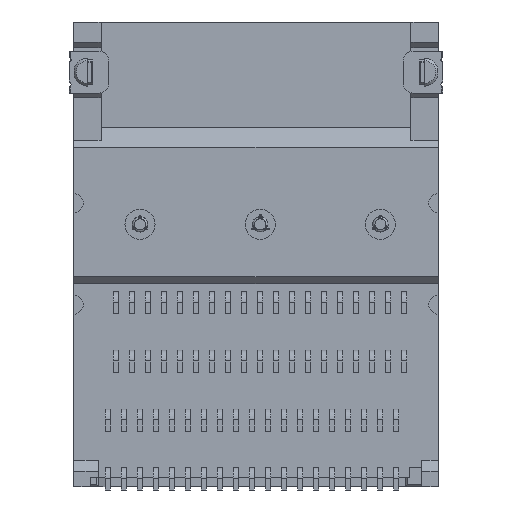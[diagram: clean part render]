
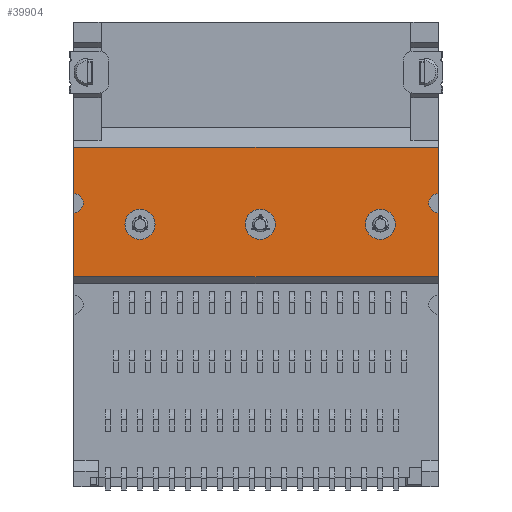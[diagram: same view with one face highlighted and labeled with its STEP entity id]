
A CAD part, front view. The second image highlights one B-rep face of the part: STEP entity #39904.
In plain terms, the highlighted planar face has unit normal (0, -1, 0).
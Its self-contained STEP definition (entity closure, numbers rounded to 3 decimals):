
#308=DIRECTION('',(0.,0.,-1.));
#309=VECTOR('',#308,3.205);
#310=CARTESIAN_POINT('',(9.1,0.2,-9.515));
#311=LINE('',#310,#309);
#324=DIRECTION('',(0.,0.,-1.));
#325=VECTOR('',#324,2.315);
#326=CARTESIAN_POINT('',(9.1,0.2,-6.25));
#327=LINE('',#326,#325);
#1276=DIRECTION('',(0.,0.,-1.));
#1277=VECTOR('',#1276,2.315);
#1278=CARTESIAN_POINT('',(-9.1,0.2,-6.25));
#1279=LINE('',#1278,#1277);
#1292=DIRECTION('',(0.,0.,-1.));
#1293=VECTOR('',#1292,3.205);
#1294=CARTESIAN_POINT('',(-9.1,0.2,-9.515));
#1295=LINE('',#1294,#1293);
#4622=DIRECTION('',(-1.,0.,0.));
#4623=VECTOR('',#4622,18.2);
#4624=CARTESIAN_POINT('',(9.1,0.2,-12.72));
#4625=LINE('',#4624,#4623);
#4626=DIRECTION('',(-1.,0.,0.));
#4627=VECTOR('',#4626,18.2);
#4628=CARTESIAN_POINT('',(9.1,0.2,-6.25));
#4629=LINE('',#4628,#4627);
#4630=CARTESIAN_POINT('',(-5.79,0.2,-10.1));
#4631=DIRECTION('',(0.,-1.,0.));
#4632=DIRECTION('',(0.,0.,1.));
#4633=AXIS2_PLACEMENT_3D('',#4630,#4631,#4632);
#4635=CARTESIAN_POINT('',(-5.79,0.2,-10.1));
#4636=DIRECTION('',(0.,-1.,0.));
#4637=DIRECTION('',(0.,0.,-1.));
#4638=AXIS2_PLACEMENT_3D('',#4635,#4636,#4637);
#4640=CARTESIAN_POINT('',(0.21,0.2,-10.1));
#4641=DIRECTION('',(0.,-1.,0.));
#4642=DIRECTION('',(0.,0.,1.));
#4643=AXIS2_PLACEMENT_3D('',#4640,#4641,#4642);
#4645=CARTESIAN_POINT('',(0.21,0.2,-10.1));
#4646=DIRECTION('',(0.,-1.,0.));
#4647=DIRECTION('',(0.,0.,-1.));
#4648=AXIS2_PLACEMENT_3D('',#4645,#4646,#4647);
#4650=CARTESIAN_POINT('',(6.21,0.2,-10.1));
#4651=DIRECTION('',(0.,-1.,0.));
#4652=DIRECTION('',(0.,0.,1.));
#4653=AXIS2_PLACEMENT_3D('',#4650,#4651,#4652);
#4655=CARTESIAN_POINT('',(6.21,0.2,-10.1));
#4656=DIRECTION('',(0.,-1.,0.));
#4657=DIRECTION('',(0.,0.,-1.));
#4658=AXIS2_PLACEMENT_3D('',#4655,#4656,#4657);
#4660=CARTESIAN_POINT('',(9.1,0.2,-9.04));
#4661=DIRECTION('',(0.,1.,0.));
#4662=DIRECTION('',(0.,0.,-1.));
#4663=AXIS2_PLACEMENT_3D('',#4660,#4661,#4662);
#4675=CARTESIAN_POINT('',(-9.1,0.2,-9.04));
#4676=DIRECTION('',(0.,1.,0.));
#4677=DIRECTION('',(0.,0.,1.));
#4678=AXIS2_PLACEMENT_3D('',#4675,#4676,#4677);
#27221=CARTESIAN_POINT('',(9.1,0.2,-6.25));
#27222=VERTEX_POINT('',#27221);
#27223=CARTESIAN_POINT('',(9.1,0.2,-12.72));
#27225=VERTEX_POINT('',#27223);
#27251=CARTESIAN_POINT('',(-9.1,0.2,-6.25));
#27252=VERTEX_POINT('',#27251);
#27253=CARTESIAN_POINT('',(-9.1,0.2,-12.72));
#27255=VERTEX_POINT('',#27253);
#27615=CARTESIAN_POINT('',(9.1,0.2,-9.515));
#27617=VERTEX_POINT('',#27615);
#27619=CARTESIAN_POINT('',(9.1,0.2,-8.565));
#27621=VERTEX_POINT('',#27619);
#27634=CARTESIAN_POINT('',(-9.1,0.2,-9.515));
#27635=VERTEX_POINT('',#27634);
#27636=CARTESIAN_POINT('',(-9.1,0.2,-8.565));
#27637=VERTEX_POINT('',#27636);
#28052=CARTESIAN_POINT('',(-5.79,0.2,-9.35));
#28053=CARTESIAN_POINT('',(-5.79,0.2,-10.85));
#28054=VERTEX_POINT('',#28052);
#28055=VERTEX_POINT('',#28053);
#28064=CARTESIAN_POINT('',(0.21,0.2,-9.35));
#28065=CARTESIAN_POINT('',(0.21,0.2,-10.85));
#28066=VERTEX_POINT('',#28064);
#28067=VERTEX_POINT('',#28065);
#28068=CARTESIAN_POINT('',(6.21,0.2,-9.35));
#28069=CARTESIAN_POINT('',(6.21,0.2,-10.85));
#28070=VERTEX_POINT('',#28068);
#28071=VERTEX_POINT('',#28069);
#39869=CARTESIAN_POINT('',(9.1,0.2,-6.25));
#39870=DIRECTION('',(0.,-1.,0.));
#39871=DIRECTION('',(0.,0.,-1.));
#39872=AXIS2_PLACEMENT_3D('',#39869,#39870,#39871);
#39873=PLANE('',#39872);
#39875=ORIENTED_EDGE('',*,*,#39874,.F.);
#39876=ORIENTED_EDGE('',*,*,#34381,.T.);
#39877=ORIENTED_EDGE('',*,*,#39864,.T.);
#39878=ORIENTED_EDGE('',*,*,#35622,.F.);
#39880=ORIENTED_EDGE('',*,*,#39879,.F.);
#39881=ORIENTED_EDGE('',*,*,#35614,.F.);
#39882=ORIENTED_EDGE('',*,*,#35761,.F.);
#39883=ORIENTED_EDGE('',*,*,#34389,.T.);
#39884=EDGE_LOOP('',(#39875,#39876,#39877,#39878,#39880,#39881,#39882,#39883));
#39885=FACE_OUTER_BOUND('',#39884,.F.);
#39887=ORIENTED_EDGE('',*,*,#39886,.T.);
#39889=ORIENTED_EDGE('',*,*,#39888,.T.);
#39890=EDGE_LOOP('',(#39887,#39889));
#39891=FACE_BOUND('',#39890,.F.);
#39893=ORIENTED_EDGE('',*,*,#39892,.T.);
#39895=ORIENTED_EDGE('',*,*,#39894,.T.);
#39896=EDGE_LOOP('',(#39893,#39895));
#39897=FACE_BOUND('',#39896,.F.);
#39899=ORIENTED_EDGE('',*,*,#39898,.T.);
#39901=ORIENTED_EDGE('',*,*,#39900,.T.);
#39902=EDGE_LOOP('',(#39899,#39901));
#39903=FACE_BOUND('',#39902,.F.);
#4634=CIRCLE('',#4633,0.75);
#4639=CIRCLE('',#4638,0.75);
#4644=CIRCLE('',#4643,0.75);
#4649=CIRCLE('',#4648,0.75);
#4654=CIRCLE('',#4653,0.75);
#4659=CIRCLE('',#4658,0.75);
#4664=CIRCLE('',#4663,0.475);
#4679=CIRCLE('',#4678,0.475);
#34381=EDGE_CURVE('',#27617,#27225,#311,.T.);
#34389=EDGE_CURVE('',#27222,#27621,#327,.T.);
#35614=EDGE_CURVE('',#27252,#27637,#1279,.T.);
#35622=EDGE_CURVE('',#27635,#27255,#1295,.T.);
#35761=EDGE_CURVE('',#27222,#27252,#4629,.T.);
#39864=EDGE_CURVE('',#27225,#27255,#4625,.T.);
#39874=EDGE_CURVE('',#27617,#27621,#4664,.T.);
#39879=EDGE_CURVE('',#27637,#27635,#4679,.T.);
#39886=EDGE_CURVE('',#28054,#28055,#4634,.T.);
#39888=EDGE_CURVE('',#28055,#28054,#4639,.T.);
#39892=EDGE_CURVE('',#28066,#28067,#4644,.T.);
#39894=EDGE_CURVE('',#28067,#28066,#4649,.T.);
#39898=EDGE_CURVE('',#28070,#28071,#4654,.T.);
#39900=EDGE_CURVE('',#28071,#28070,#4659,.T.);
#39904=ADVANCED_FACE('',(#39885,#39891,#39897,#39903),#39873,.T.);
